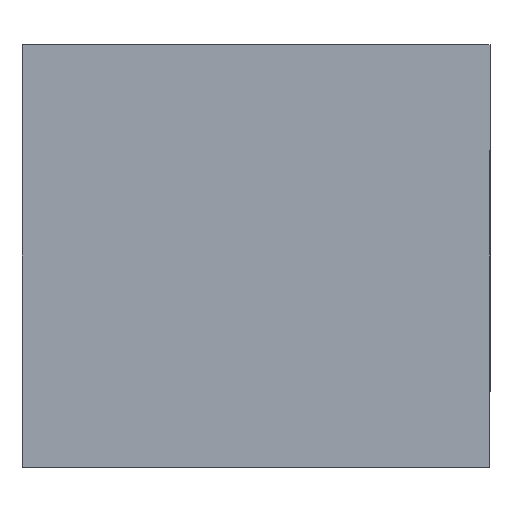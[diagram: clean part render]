
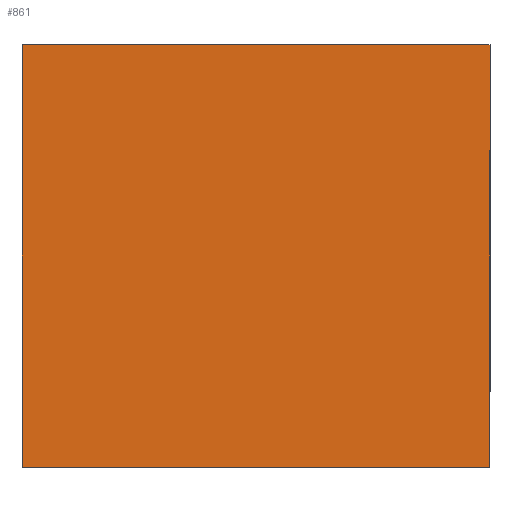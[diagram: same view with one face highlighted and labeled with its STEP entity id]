
A CAD part, front view. The second image highlights one B-rep face of the part: STEP entity #861.
In plain terms, the highlighted planar face has unit normal (0, -1, 0).
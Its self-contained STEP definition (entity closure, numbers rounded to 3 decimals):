
#2 = ORIENTED_EDGE ( 'NONE', *, *, #76, .F. ) ;
#44 = PLANE ( 'NONE',  #973 ) ;
#49 = DIRECTION ( 'NONE',  ( 0., 0., -1. ) ) ;
#76 = EDGE_CURVE ( 'NONE', #734, #245, #258, .T. ) ;
#85 = VECTOR ( 'NONE', #263, 1000. ) ;
#103 = ORIENTED_EDGE ( 'NONE', *, *, #859, .F. ) ;
#108 = CARTESIAN_POINT ( 'NONE',  ( 0., 0., -126. ) ) ;
#110 = CARTESIAN_POINT ( 'NONE',  ( 0., 0., 0. ) ) ;
#129 = CARTESIAN_POINT ( 'NONE',  ( 0., 0., 0. ) ) ;
#139 = LINE ( 'NONE', #465, #990 ) ;
#165 = CARTESIAN_POINT ( 'NONE',  ( 139.5, 0., -126. ) ) ;
#170 = VERTEX_POINT ( 'NONE', #165 ) ;
#200 = VECTOR ( 'NONE', #632, 1000. ) ;
#202 = VERTEX_POINT ( 'NONE', #788 ) ;
#203 = FACE_OUTER_BOUND ( 'NONE', #513, .T. ) ;
#245 = VERTEX_POINT ( 'NONE', #129 ) ;
#258 = LINE ( 'NONE', #110, #85 ) ;
#263 = DIRECTION ( 'NONE',  ( 0., 0., 1. ) ) ;
#360 = VECTOR ( 'NONE', #458, 1000. ) ;
#370 = DIRECTION ( 'NONE',  ( 0., -1., 0. ) ) ;
#383 = LINE ( 'NONE', #733, #200 ) ;
#390 = EDGE_CURVE ( 'NONE', #170, #734, #139, .T. ) ;
#418 = EDGE_CURVE ( 'NONE', #202, #170, #383, .T. ) ;
#458 = DIRECTION ( 'NONE',  ( 1., 0., 0. ) ) ;
#465 = CARTESIAN_POINT ( 'NONE',  ( 0., 0., -126. ) ) ;
#513 = EDGE_LOOP ( 'NONE', ( #2, #1012, #637, #103 ) ) ;
#632 = DIRECTION ( 'NONE',  ( 0., 0., -1. ) ) ;
#637 = ORIENTED_EDGE ( 'NONE', *, *, #418, .F. ) ;
#700 = LINE ( 'NONE', #711, #360 ) ;
#711 = CARTESIAN_POINT ( 'NONE',  ( 0., 0., 0. ) ) ;
#733 = CARTESIAN_POINT ( 'NONE',  ( 139.5, 0., 0. ) ) ;
#734 = VERTEX_POINT ( 'NONE', #108 ) ;
#788 = CARTESIAN_POINT ( 'NONE',  ( 139.5, 0., 0. ) ) ;
#794 = CARTESIAN_POINT ( 'NONE',  ( 0., 0., 0. ) ) ;
#824 = DIRECTION ( 'NONE',  ( -1., 0., 0. ) ) ;
#859 = EDGE_CURVE ( 'NONE', #245, #202, #700, .T. ) ;
#861 = ADVANCED_FACE ( 'NONE', ( #203 ), #44, .T. ) ;
#973 = AXIS2_PLACEMENT_3D ( 'NONE', #794, #370, #49 ) ;
#990 = VECTOR ( 'NONE', #824, 1000. ) ;
#1012 = ORIENTED_EDGE ( 'NONE', *, *, #390, .F. ) ;
